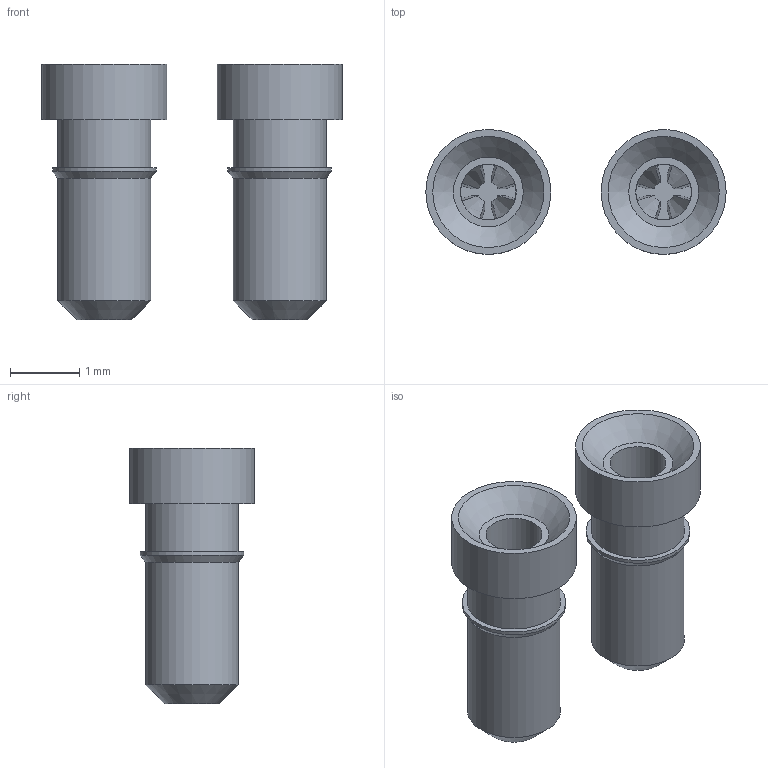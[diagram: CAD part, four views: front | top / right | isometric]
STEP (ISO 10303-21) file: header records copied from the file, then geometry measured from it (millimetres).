
FILE_DESCRIPTION(('FreeCAD Model'),'2;1');
FILE_NAME('1x02.step','2016-11-21T12:27:59',('Author'),( ''),'Open CASCADE STEP processor 6.8','FreeCAD','Unknown');
FILE_SCHEMA(('AUTOMOTIVE_DESIGN_CC2 { 1 2 10303 214 -1 1 5 4 }'));
Length unit declared in the file: millimetre
Products named in the file (2): ASSEMBLY; 1x02
Assembly tree (1 placements, depth 2):
  ASSEMBLY
    1x02
Bounding box: 4.35 x 1.81 x 3.7 mm (x, y, z)
Volume: 7.2 mm3; surface area: 78.8 mm2
Topology: 4 solids, 4 shells, 68 faces, 154 edges, 98 vertices
Faces by surface type: plane 44, cylinder 14, cone 10
Full cylindrical faces by diameter (mm): 0.81 x2, 1.01 x4, 1.35 x4, 1.5 x2, 1.81 x2
Entity records: 4218 total; most frequent: CARTESIAN_POINT 1250, DIRECTION 528, ORIENTED_EDGE 308, PCURVE 308, DEFINITIONAL_REPRESENTATION 308, AXIS2_PLACEMENT_3D 170, LINE 170, VECTOR 170
